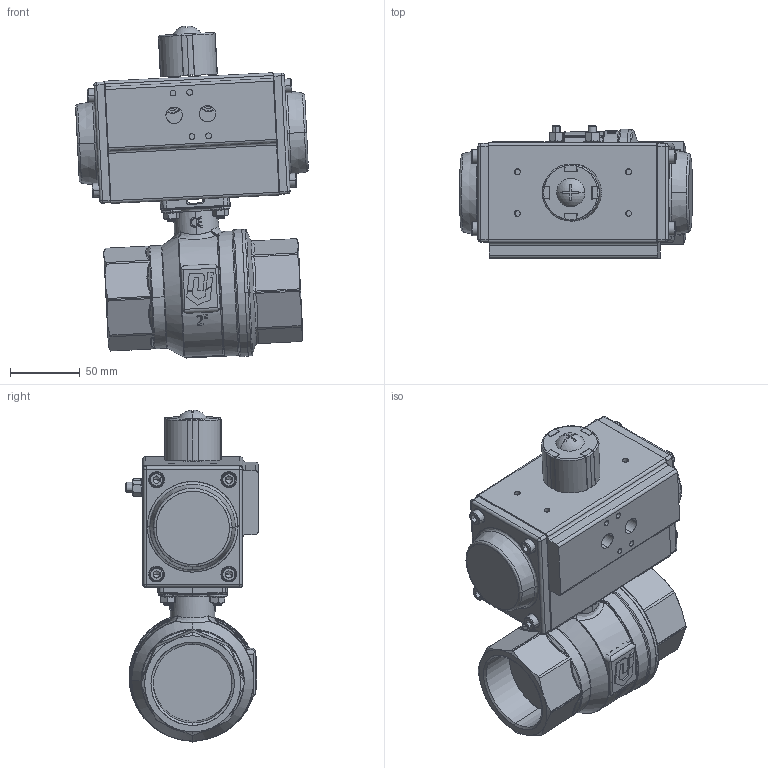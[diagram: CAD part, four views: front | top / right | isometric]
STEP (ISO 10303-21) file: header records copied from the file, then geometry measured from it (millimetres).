
FILE_DESCRIPTION (( 'STEP AP214' ), '1' );
FILE_NAME ('PK01_DN50_doppeltwirkend (PK01000008).STEP', '2022-01-14T13:12:48', ( '' ), ( '' ), 'SwSTEP 2.0', 'SolidWorks 2021', '' );
FILE_SCHEMA (( 'AUTOMOTIVE_DESIGN' ));
Length unit declared in the file: metre
Products named in the file (1): PK01_DN50_doppeltwirkend (PK01000008)
Bounding box: 167.43 x 95 x 238.72 mm (x, y, z)
Surface area: 145165.4 mm2 (no closed solid volume)
Topology: 0 solids, 844 shells, 1066 faces, 4830 edges, 4573 vertices
Faces by surface type: plane 359, bspline 269, cylinder 267, cone 161, torus 8, sphere 2
Entity records: 90532 total; most frequent: CARTESIAN_POINT 44150, DIRECTION 6038, ORIENTED_EDGE 5262, EDGE_CURVE 4802, VERTEX_POINT 4573, AXIS2_PLACEMENT_3D 2072, VECTOR 1894, LINE 1894
